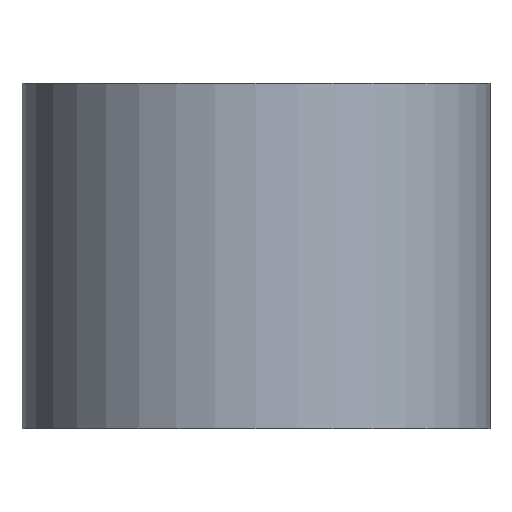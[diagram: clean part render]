
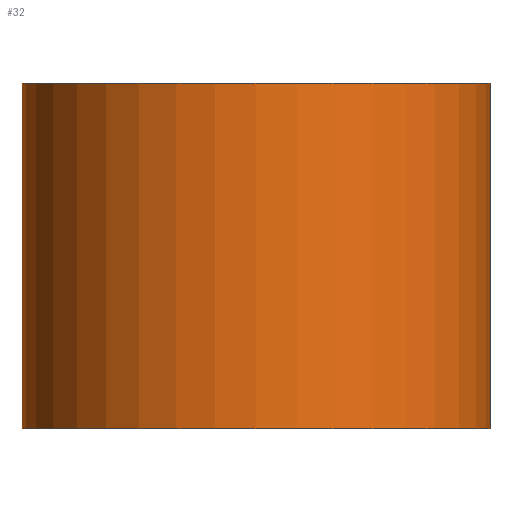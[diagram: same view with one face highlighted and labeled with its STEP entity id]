
A CAD part, front view. The second image highlights one B-rep face of the part: STEP entity #32.
In plain terms, the highlighted cylindrical face has radius 57.5 mm (diameter 115 mm), a full revolution.
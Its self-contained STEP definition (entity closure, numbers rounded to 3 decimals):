
#32 = ADVANCED_FACE( '', ( #65, #66 ), #67, .T. );
#65 = FACE_OUTER_BOUND( '', #104, .T. );
#66 = FACE_OUTER_BOUND( '', #105, .T. );
#67 = CYLINDRICAL_SURFACE( '', #106, 57.5 );
#104 = EDGE_LOOP( '', ( #137 ) );
#105 = EDGE_LOOP( '', ( #138 ) );
#106 = AXIS2_PLACEMENT_3D( '', #139, #140, #141 );
#137 = ORIENTED_EDGE( '', *, *, #185, .T. );
#138 = ORIENTED_EDGE( '', *, *, #186, .F. );
#139 = CARTESIAN_POINT( '', ( 0., 0., -42.5 ) );
#140 = DIRECTION( '', ( 0., 0., 1. ) );
#141 = DIRECTION( '', ( -1., 0., 0. ) );
#185 = EDGE_CURVE( '', #201, #201, #202, .T. );
#186 = EDGE_CURVE( '', #203, #203, #204, .T. );
#201 = VERTEX_POINT( '', #225 );
#202 = CIRCLE( '', #226, 57.5 );
#203 = VERTEX_POINT( '', #227 );
#204 = CIRCLE( '', #228, 57.5 );
#225 = CARTESIAN_POINT( '', ( -57.5, 0., 42.5 ) );
#226 = AXIS2_PLACEMENT_3D( '', #248, #249, #250 );
#227 = CARTESIAN_POINT( '', ( -57.5, 0., -42.5 ) );
#228 = AXIS2_PLACEMENT_3D( '', #251, #252, #253 );
#248 = CARTESIAN_POINT( '', ( 0., 0., 42.5 ) );
#249 = DIRECTION( '', ( 0., 0., -1. ) );
#250 = DIRECTION( '', ( -1., 0., 0. ) );
#251 = CARTESIAN_POINT( '', ( 0., 0., -42.5 ) );
#252 = DIRECTION( '', ( 0., 0., -1. ) );
#253 = DIRECTION( '', ( -1., 0., 0. ) );
